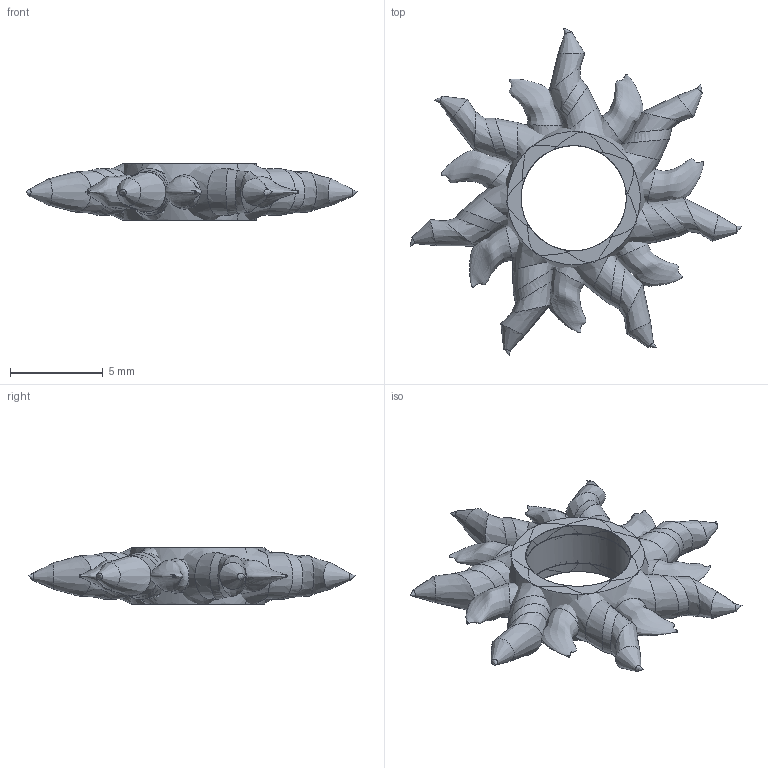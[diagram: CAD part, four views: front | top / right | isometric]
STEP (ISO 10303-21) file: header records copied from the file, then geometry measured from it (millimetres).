
FILE_DESCRIPTION(/* description */ (''),/* implementation_level */ '2;1');
FILE_NAME(/* name */ 'SunStone_Holder v5.step',/* time_stamp */ '2021-03-24T18:09:29-07:00',/* author */ (''),/* organization */ (''),/* preprocessor_version */ 'ST-DEVELOPER v18.1',/* originating_system */ 'Autodesk Translation Framework v9.10.0.1330',/* authorisation */ '');
FILE_SCHEMA (('AUTOMOTIVE_DESIGN { 1 0 10303 214 3 1 1 }'));
Length unit declared in the file: millimetre
Products named in the file (1): SunStone_Holder
Bounding box: 17.88 x 17.67 x 3.04 mm (x, y, z)
Volume: 302 mm3; surface area: 1114.3 mm2
Topology: 15 solids, 15 shells, 175 faces, 540 edges, 374 vertices
Faces by surface type: bspline 137, plane 30, cylinder 8
Full cylindrical faces by diameter (mm): 5.673 x8
Entity records: 18041 total; most frequent: CARTESIAN_POINT 13767, ORIENTED_EDGE 1066, DIRECTION 633, EDGE_CURVE 533, VERTEX_POINT 374, AXIS2_PLACEMENT_3D 274, CIRCLE 235, B_SPLINE_CURVE_WITH_KNOTS 213
